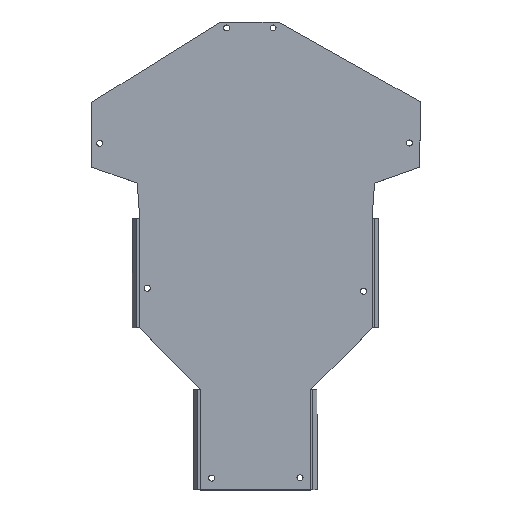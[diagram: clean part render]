
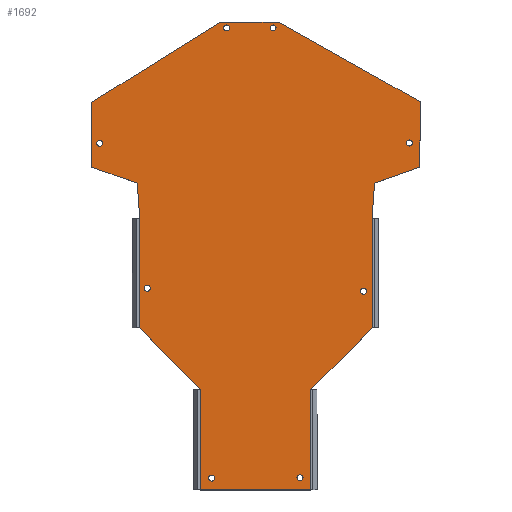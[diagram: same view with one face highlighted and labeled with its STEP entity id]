
A CAD part, top view. The second image highlights one B-rep face of the part: STEP entity #1692.
In plain terms, the highlighted planar face has unit normal (0, 0, 1).
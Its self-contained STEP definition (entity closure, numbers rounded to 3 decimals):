
#29=FACE_BOUND('',#284,.T.);
#30=FACE_BOUND('',#285,.T.);
#31=FACE_BOUND('',#286,.T.);
#32=FACE_BOUND('',#287,.T.);
#33=FACE_BOUND('',#288,.T.);
#34=FACE_BOUND('',#289,.T.);
#35=FACE_BOUND('',#290,.T.);
#36=FACE_BOUND('',#291,.T.);
#64=CIRCLE('',#1828,1.5);
#65=CIRCLE('',#1830,1.5);
#66=CIRCLE('',#1832,1.5);
#67=CIRCLE('',#1833,1.5);
#68=CIRCLE('',#1834,1.5);
#69=CIRCLE('',#1835,1.5);
#70=CIRCLE('',#1836,1.5);
#71=CIRCLE('',#1837,1.5);
#72=CIRCLE('',#1838,1.5);
#177=FACE_OUTER_BOUND('',#283,.T.);
#283=EDGE_LOOP('',(#1472,#1473,#1474,#1475,#1476,#1477,#1478,#1479,#1480,
#1481,#1482,#1483,#1484,#1485,#1486,#1487));
#284=EDGE_LOOP('',(#1488));
#285=EDGE_LOOP('',(#1489));
#286=EDGE_LOOP('',(#1490));
#287=EDGE_LOOP('',(#1491));
#288=EDGE_LOOP('',(#1492));
#289=EDGE_LOOP('',(#1493));
#290=EDGE_LOOP('',(#1494));
#291=EDGE_LOOP('',(#1495,#1496));
#307=LINE('',#2324,#500);
#357=LINE('',#2433,#550);
#360=LINE('',#2438,#553);
#362=LINE('',#2442,#555);
#364=LINE('',#2446,#557);
#366=LINE('',#2450,#559);
#368=LINE('',#2454,#561);
#370=LINE('',#2458,#563);
#387=LINE('',#2493,#580);
#400=LINE('',#2517,#593);
#405=LINE('',#2528,#598);
#426=LINE('',#2569,#619);
#439=LINE('',#2595,#632);
#460=LINE('',#2637,#653);
#473=LINE('',#2663,#666);
#485=LINE('',#2759,#678);
#500=VECTOR('',#1860,10.);
#550=VECTOR('',#1946,10.);
#553=VECTOR('',#1951,10.);
#555=VECTOR('',#1955,10.);
#557=VECTOR('',#1959,10.);
#559=VECTOR('',#1963,10.);
#561=VECTOR('',#1967,10.);
#563=VECTOR('',#1971,10.);
#580=VECTOR('',#1998,10.);
#593=VECTOR('',#2015,10.);
#598=VECTOR('',#2024,10.);
#619=VECTOR('',#2063,10.);
#632=VECTOR('',#2092,10.);
#653=VECTOR('',#2131,10.);
#666=VECTOR('',#2160,10.);
#678=VECTOR('',#2268,10.);
#692=VERTEX_POINT('',#2321);
#693=VERTEX_POINT('',#2323);
#733=VERTEX_POINT('',#2430);
#734=VERTEX_POINT('',#2432);
#735=VERTEX_POINT('',#2436);
#736=VERTEX_POINT('',#2440);
#737=VERTEX_POINT('',#2444);
#738=VERTEX_POINT('',#2448);
#739=VERTEX_POINT('',#2452);
#740=VERTEX_POINT('',#2456);
#752=VERTEX_POINT('',#2490);
#753=VERTEX_POINT('',#2492);
#762=VERTEX_POINT('',#2515);
#765=VERTEX_POINT('',#2525);
#766=VERTEX_POINT('',#2527);
#794=VERTEX_POINT('',#2635);
#824=VERTEX_POINT('',#2740);
#825=VERTEX_POINT('',#2742);
#826=VERTEX_POINT('',#2760);
#827=VERTEX_POINT('',#2762);
#828=VERTEX_POINT('',#2764);
#829=VERTEX_POINT('',#2766);
#830=VERTEX_POINT('',#2768);
#831=VERTEX_POINT('',#2770);
#832=VERTEX_POINT('',#2772);
#840=EDGE_CURVE('',#693,#692,#307,.T.);
#894=EDGE_CURVE('',#734,#733,#357,.T.);
#897=EDGE_CURVE('',#733,#735,#360,.T.);
#899=EDGE_CURVE('',#735,#736,#362,.T.);
#901=EDGE_CURVE('',#736,#737,#364,.T.);
#903=EDGE_CURVE('',#737,#738,#366,.T.);
#905=EDGE_CURVE('',#738,#739,#368,.T.);
#907=EDGE_CURVE('',#739,#740,#370,.T.);
#924=EDGE_CURVE('',#753,#752,#387,.T.);
#937=EDGE_CURVE('',#740,#762,#400,.T.);
#942=EDGE_CURVE('',#766,#765,#405,.T.);
#963=EDGE_CURVE('',#762,#766,#426,.T.);
#976=EDGE_CURVE('',#765,#753,#439,.T.);
#997=EDGE_CURVE('',#692,#794,#460,.T.);
#1010=EDGE_CURVE('',#752,#693,#473,.T.);
#1047=EDGE_CURVE('',#825,#824,#64,.T.);
#1050=EDGE_CURVE('',#824,#825,#65,.T.);
#1051=EDGE_CURVE('',#794,#734,#485,.T.);
#1052=EDGE_CURVE('',#826,#826,#66,.T.);
#1053=EDGE_CURVE('',#827,#827,#67,.T.);
#1054=EDGE_CURVE('',#828,#828,#68,.T.);
#1055=EDGE_CURVE('',#829,#829,#69,.T.);
#1056=EDGE_CURVE('',#830,#830,#70,.T.);
#1057=EDGE_CURVE('',#831,#831,#71,.T.);
#1058=EDGE_CURVE('',#832,#832,#72,.T.);
#1472=ORIENTED_EDGE('',*,*,#924,.T.);
#1473=ORIENTED_EDGE('',*,*,#1010,.T.);
#1474=ORIENTED_EDGE('',*,*,#840,.T.);
#1475=ORIENTED_EDGE('',*,*,#997,.T.);
#1476=ORIENTED_EDGE('',*,*,#1051,.T.);
#1477=ORIENTED_EDGE('',*,*,#894,.T.);
#1478=ORIENTED_EDGE('',*,*,#897,.T.);
#1479=ORIENTED_EDGE('',*,*,#899,.T.);
#1480=ORIENTED_EDGE('',*,*,#901,.T.);
#1481=ORIENTED_EDGE('',*,*,#903,.T.);
#1482=ORIENTED_EDGE('',*,*,#905,.T.);
#1483=ORIENTED_EDGE('',*,*,#907,.T.);
#1484=ORIENTED_EDGE('',*,*,#937,.T.);
#1485=ORIENTED_EDGE('',*,*,#963,.T.);
#1486=ORIENTED_EDGE('',*,*,#942,.T.);
#1487=ORIENTED_EDGE('',*,*,#976,.T.);
#1488=ORIENTED_EDGE('',*,*,#1052,.T.);
#1489=ORIENTED_EDGE('',*,*,#1053,.T.);
#1490=ORIENTED_EDGE('',*,*,#1054,.T.);
#1491=ORIENTED_EDGE('',*,*,#1055,.T.);
#1492=ORIENTED_EDGE('',*,*,#1056,.T.);
#1493=ORIENTED_EDGE('',*,*,#1057,.T.);
#1494=ORIENTED_EDGE('',*,*,#1058,.T.);
#1495=ORIENTED_EDGE('',*,*,#1050,.T.);
#1496=ORIENTED_EDGE('',*,*,#1047,.T.);
#1606=PLANE('',#1831);
#1692=ADVANCED_FACE('',(#177,#29,#30,#31,#32,#33,#34,#35,#36),#1606,.T.);
#1828=AXIS2_PLACEMENT_3D('',#2743,#2258,#2259);
#1830=AXIS2_PLACEMENT_3D('',#2757,#2264,#2265);
#1831=AXIS2_PLACEMENT_3D('',#2758,#2266,#2267);
#1832=AXIS2_PLACEMENT_3D('',#2761,#2269,#2270);
#1833=AXIS2_PLACEMENT_3D('',#2763,#2271,#2272);
#1834=AXIS2_PLACEMENT_3D('',#2765,#2273,#2274);
#1835=AXIS2_PLACEMENT_3D('',#2767,#2275,#2276);
#1836=AXIS2_PLACEMENT_3D('',#2769,#2277,#2278);
#1837=AXIS2_PLACEMENT_3D('',#2771,#2279,#2280);
#1838=AXIS2_PLACEMENT_3D('',#2773,#2281,#2282);
#1860=DIRECTION('',(0.706,0.708,0.));
#1946=DIRECTION('',(0.943,0.333,0.));
#1951=DIRECTION('',(0.004,1.,0.));
#1955=DIRECTION('',(-0.872,0.49,0.));
#1959=DIRECTION('',(-1.,0.,0.));
#1963=DIRECTION('',(-0.849,-0.529,0.));
#1967=DIRECTION('',(0.,-1.,0.));
#1971=DIRECTION('',(0.943,-0.333,0.));
#1998=DIRECTION('',(1.,0.,0.));
#2015=DIRECTION('',(0.071,-0.997,0.));
#2024=DIRECTION('',(0.706,-0.708,0.));
#2063=DIRECTION('',(-0.004,-1.,0.));
#2092=DIRECTION('',(-0.002,-1.,0.));
#2131=DIRECTION('',(-0.004,1.,0.));
#2160=DIRECTION('',(-0.002,1.,0.));
#2258=DIRECTION('center_axis',(0.,0.,-1.));
#2259=DIRECTION('ref_axis',(-0.93,0.366,0.));
#2264=DIRECTION('center_axis',(0.,0.,-1.));
#2265=DIRECTION('ref_axis',(-0.93,0.366,0.));
#2266=DIRECTION('center_axis',(0.,0.,1.));
#2267=DIRECTION('ref_axis',(1.,0.,0.));
#2268=DIRECTION('',(0.071,0.997,0.));
#2269=DIRECTION('center_axis',(0.,0.,-1.));
#2270=DIRECTION('ref_axis',(1.,0.,0.));
#2271=DIRECTION('center_axis',(0.,0.,-1.));
#2272=DIRECTION('ref_axis',(1.,0.,0.));
#2273=DIRECTION('center_axis',(0.,0.,-1.));
#2274=DIRECTION('ref_axis',(1.,0.,0.));
#2275=DIRECTION('center_axis',(0.,0.,-1.));
#2276=DIRECTION('ref_axis',(1.,0.,0.));
#2277=DIRECTION('center_axis',(0.,0.,-1.));
#2278=DIRECTION('ref_axis',(1.,0.,0.));
#2279=DIRECTION('center_axis',(0.,0.,-1.));
#2280=DIRECTION('ref_axis',(1.,0.,0.));
#2281=DIRECTION('center_axis',(0.,0.,-1.));
#2282=DIRECTION('ref_axis',(1.,0.,0.));
#2321=CARTESIAN_POINT('',(175.451,-165.104,1.685));
#2323=CARTESIAN_POINT('',(144.709,-195.942,1.685));
#2324=CARTESIAN_POINT('',(175.451,-165.104,1.685));
#2430=CARTESIAN_POINT('',(199.048,-85.125,1.685));
#2432=CARTESIAN_POINT('',(176.455,-93.107,1.685));
#2433=CARTESIAN_POINT('',(199.048,-85.125,1.685));
#2436=CARTESIAN_POINT('',(199.184,-52.554,1.685));
#2438=CARTESIAN_POINT('',(199.184,-52.554,1.685));
#2440=CARTESIAN_POINT('',(128.493,-12.854,1.685));
#2442=CARTESIAN_POINT('',(128.493,-12.854,1.685));
#2444=CARTESIAN_POINT('',(99.808,-12.854,1.685));
#2446=CARTESIAN_POINT('',(99.808,-12.854,1.685));
#2448=CARTESIAN_POINT('',(35.726,-52.81,1.685));
#2450=CARTESIAN_POINT('',(35.726,-52.81,1.685));
#2452=CARTESIAN_POINT('',(35.726,-85.125,1.685));
#2454=CARTESIAN_POINT('',(35.726,-85.125,1.685));
#2456=CARTESIAN_POINT('',(58.319,-93.107,1.685));
#2458=CARTESIAN_POINT('',(58.319,-93.107,1.685));
#2490=CARTESIAN_POINT('',(144.793,-245.835,1.685));
#2492=CARTESIAN_POINT('',(89.981,-245.835,1.685));
#2493=CARTESIAN_POINT('',(89.981,-245.835,1.685));
#2515=CARTESIAN_POINT('',(59.567,-110.694,1.685));
#2517=CARTESIAN_POINT('',(59.567,-110.694,1.685));
#2525=CARTESIAN_POINT('',(90.065,-195.942,1.685));
#2527=CARTESIAN_POINT('',(59.323,-165.104,1.685));
#2528=CARTESIAN_POINT('',(90.065,-195.942,1.685));
#2569=CARTESIAN_POINT('',(59.323,-165.104,1.685));
#2595=CARTESIAN_POINT('',(89.981,-245.835,1.685));
#2635=CARTESIAN_POINT('',(175.207,-110.694,1.685));
#2637=CARTESIAN_POINT('',(175.207,-110.694,1.685));
#2663=CARTESIAN_POINT('',(144.709,-195.942,1.685));
#2740=CARTESIAN_POINT('',(94.845,-241.307,1.685));
#2742=CARTESIAN_POINT('',(95.943,-238.515,1.685));
#2743=CARTESIAN_POINT('Origin',(95.395,-239.911,1.685));
#2757=CARTESIAN_POINT('Origin',(95.397,-239.912,1.685));
#2758=CARTESIAN_POINT('Origin',(117.455,-129.345,1.685));
#2759=CARTESIAN_POINT('',(176.455,-93.107,1.685));
#2760=CARTESIAN_POINT('',(137.867,-239.84,1.685));
#2761=CARTESIAN_POINT('Origin',(139.367,-239.84,1.685));
#2762=CARTESIAN_POINT('',(38.121,-73.262,1.685));
#2763=CARTESIAN_POINT('Origin',(39.621,-73.262,1.685));
#2764=CARTESIAN_POINT('',(192.217,-73.095,1.685));
#2765=CARTESIAN_POINT('Origin',(193.717,-73.095,1.685));
#2766=CARTESIAN_POINT('',(61.828,-145.385,1.685));
#2767=CARTESIAN_POINT('Origin',(63.328,-145.385,1.685));
#2768=CARTESIAN_POINT('',(101.395,-15.831,1.685));
#2769=CARTESIAN_POINT('Origin',(102.895,-15.831,1.685));
#2770=CARTESIAN_POINT('',(124.434,-15.831,1.685));
#2771=CARTESIAN_POINT('Origin',(125.934,-15.831,1.685));
#2772=CARTESIAN_POINT('',(169.511,-146.929,1.685));
#2773=CARTESIAN_POINT('Origin',(171.011,-146.929,1.685));
